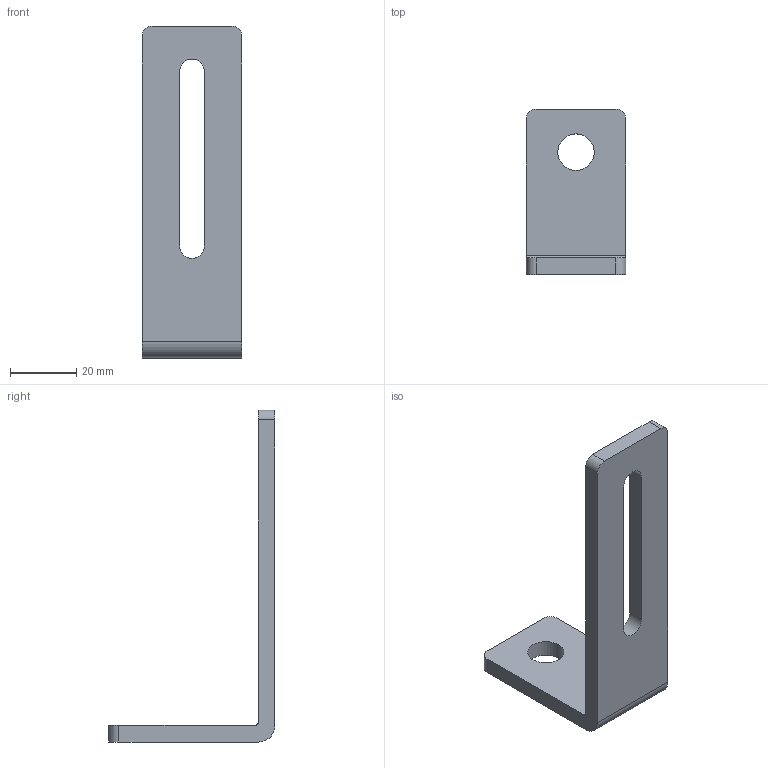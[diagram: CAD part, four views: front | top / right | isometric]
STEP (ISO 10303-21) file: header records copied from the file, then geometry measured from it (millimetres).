
FILE_DESCRIPTION(('STEP AP203'),'2;1');
FILE_NAME('17.004.00.stp','2011-03-28T17:23:40',(''),(''),'2009.3.110','THINKDESIGN','');
FILE_SCHEMA(('CONFIG_CONTROL_DESIGN'));
Length unit declared in the file: millimetre
Bounding box: 30 x 50 x 100 mm (x, y, z)
Volume: 18892 mm3; surface area: 10070.9 mm2
Topology: 1 solids, 1 shells, 19 faces, 53 edges, 36 vertices
Faces by surface type: plane 10, cylinder 9
Full cylindrical faces by diameter (mm): 11 x1
Entity records: 724 total; most frequent: DIRECTION 111, CARTESIAN_POINT 108, ORIENTED_EDGE 106, EDGE_CURVE 53, AXIS2_PLACEMENT_3D 39, VERTEX_POINT 36, VECTOR 33, LINE 33
